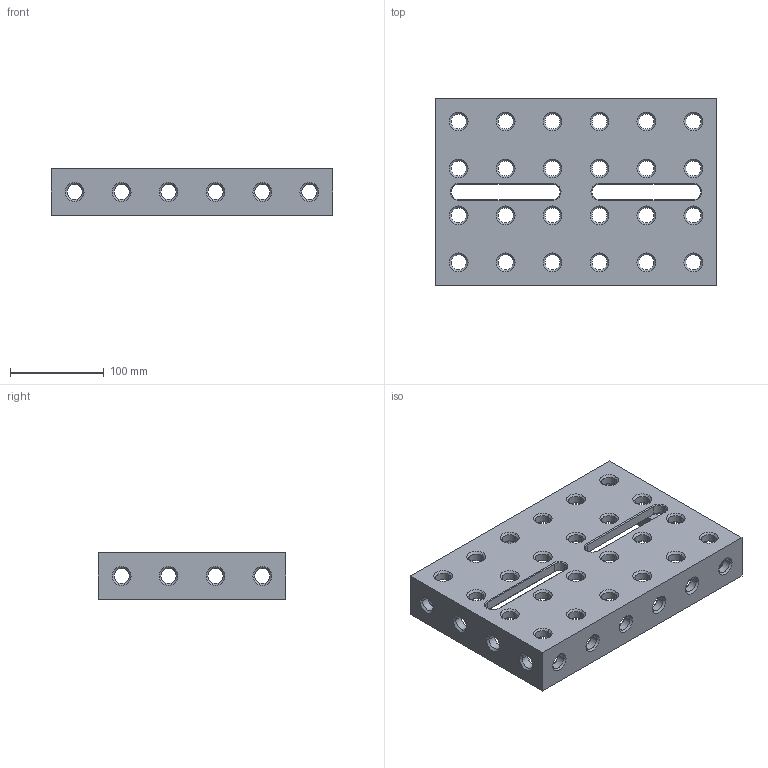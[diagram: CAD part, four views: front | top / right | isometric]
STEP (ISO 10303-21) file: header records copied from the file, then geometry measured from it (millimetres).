
FILE_DESCRIPTION(('STEP AP214'),'1');
FILE_NAME('160301.STP','2011-09-06T08:08:34',(' '),(' '),'Spatial InterOp 3D',' ',' ');
FILE_SCHEMA(('automotive_design'));
Length unit declared in the file: millimetre
Products named in the file (1): Quader
Bounding box: 300 x 200 x 50 mm (x, y, z)
Volume: 943763.3 mm3; surface area: 202386.2 mm2
Topology: 1 solids, 1 shells, 305 faces, 710 edges, 408 vertices
Faces by surface type: cone 176, cylinder 88, plane 41
Entity records: 11208 total; most frequent: DIRECTION 1674, CARTESIAN_POINT 1424, ORIENTED_EDGE 1420, EDGE_CURVE 710, AXIS2_PLACEMENT_3D 658, VERTEX_POINT 408, EDGE_LOOP 384, LINE 358
